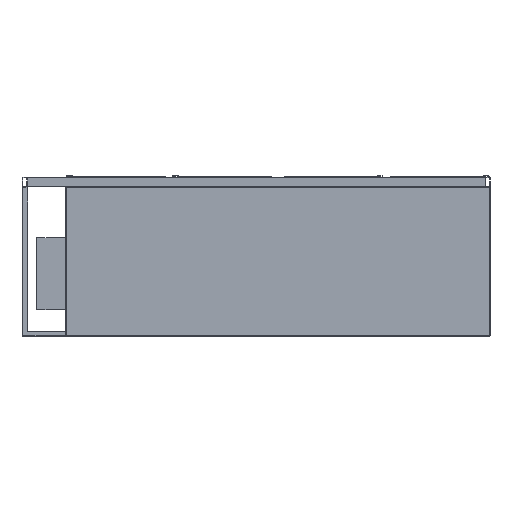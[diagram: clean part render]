
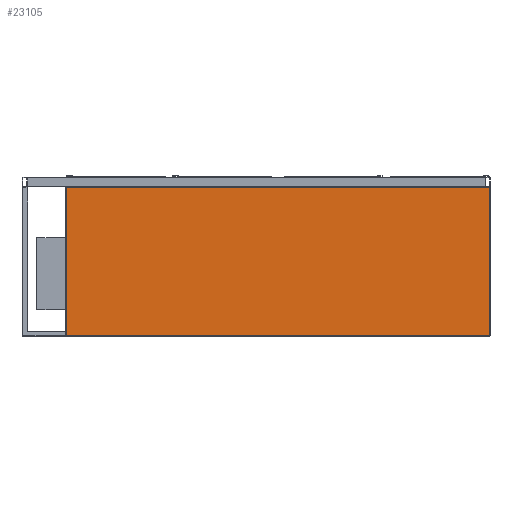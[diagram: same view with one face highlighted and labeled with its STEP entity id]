
A CAD part, front view. The second image highlights one B-rep face of the part: STEP entity #23105.
In plain terms, the highlighted planar face has unit normal (0, -1, 0).
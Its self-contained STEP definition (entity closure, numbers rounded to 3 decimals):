
#849 = DIRECTION ( 'NONE',  ( -1., 0., 0. ) ) ;
#895 = AXIS2_PLACEMENT_3D ( 'NONE', #9995, #7021, #7189 ) ;
#958 = EDGE_CURVE ( 'NONE', #26298, #29433, #13515, .T. ) ;
#1476 = CARTESIAN_POINT ( 'NONE',  ( -878., -350., -660. ) ) ;
#1647 = EDGE_CURVE ( 'NONE', #29433, #3657, #24260, .T. ) ;
#3657 = VERTEX_POINT ( 'NONE', #34555 ) ;
#7021 = DIRECTION ( 'NONE',  ( 0., -1., 0. ) ) ;
#7053 = ORIENTED_EDGE ( 'NONE', *, *, #15428, .T. ) ;
#7153 = LINE ( 'NONE', #18581, #29532 ) ;
#7189 = DIRECTION ( 'NONE',  ( 0., 0., -1. ) ) ;
#7386 = PLANE ( 'NONE',  #895 ) ;
#7838 = DIRECTION ( 'NONE',  ( 0., 0., -1. ) ) ;
#8079 = DIRECTION ( 'NONE',  ( 0., 0., 1. ) ) ;
#8373 = EDGE_CURVE ( 'NONE', #3657, #17993, #33494, .T. ) ;
#9995 = CARTESIAN_POINT ( 'NONE',  ( -880., -350., -660. ) ) ;
#13143 = EDGE_LOOP ( 'NONE', ( #22028, #35540, #7053, #13865 ) ) ;
#13515 = LINE ( 'NONE', #13688, #33066 ) ;
#13586 = CARTESIAN_POINT ( 'NONE',  ( -878., -350., -658. ) ) ;
#13688 = CARTESIAN_POINT ( 'NONE',  ( 878., -350., -660. ) ) ;
#13865 = ORIENTED_EDGE ( 'NONE', *, *, #958, .T. ) ;
#15003 = CARTESIAN_POINT ( 'NONE',  ( 878., -350., -658. ) ) ;
#15088 = CARTESIAN_POINT ( 'NONE',  ( -880., -350., -42. ) ) ;
#15428 = EDGE_CURVE ( 'NONE', #17993, #26298, #7153, .T. ) ;
#17993 = VERTEX_POINT ( 'NONE', #13586 ) ;
#18581 = CARTESIAN_POINT ( 'NONE',  ( -880., -350., -658. ) ) ;
#18779 = DIRECTION ( 'NONE',  ( 1., 0., 0. ) ) ;
#21074 = VECTOR ( 'NONE', #7838, 1000. ) ;
#22028 = ORIENTED_EDGE ( 'NONE', *, *, #1647, .T. ) ;
#23105 = ADVANCED_FACE ( 'Fl�che8', ( #35680 ), #7386, .T. ) ;
#24260 = LINE ( 'NONE', #15088, #36066 ) ;
#26298 = VERTEX_POINT ( 'NONE', #15003 ) ;
#29433 = VERTEX_POINT ( 'NONE', #34400 ) ;
#29532 = VECTOR ( 'NONE', #18779, 1000. ) ;
#33066 = VECTOR ( 'NONE', #8079, 1000. ) ;
#33494 = LINE ( 'NONE', #1476, #21074 ) ;
#34400 = CARTESIAN_POINT ( 'NONE',  ( 878., -350., -42. ) ) ;
#34555 = CARTESIAN_POINT ( 'NONE',  ( -878., -350., -42. ) ) ;
#35540 = ORIENTED_EDGE ( 'NONE', *, *, #8373, .T. ) ;
#35680 = FACE_OUTER_BOUND ( 'NONE', #13143, .T. ) ;
#36066 = VECTOR ( 'NONE', #849, 1000. ) ;
